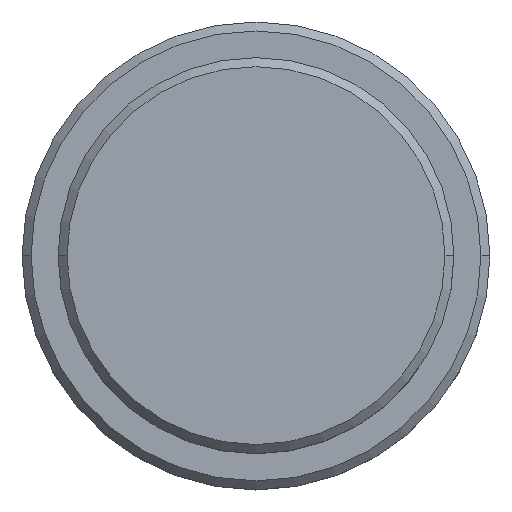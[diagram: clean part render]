
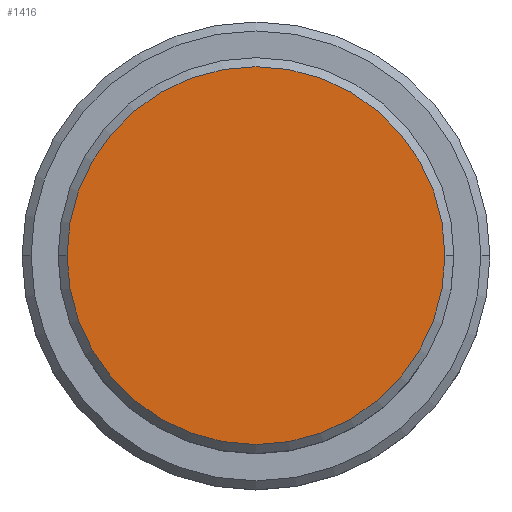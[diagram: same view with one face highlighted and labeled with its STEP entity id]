
A CAD part, top view. The second image highlights one B-rep face of the part: STEP entity #1416.
In plain terms, the highlighted planar face has unit normal (0, 0, 1).
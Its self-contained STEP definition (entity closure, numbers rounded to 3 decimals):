
#80 = CARTESIAN_POINT ( 'NONE',  ( 0., 0., 0. ) ) ;
#108 = DIRECTION ( 'NONE',  ( 1., 0., 0. ) ) ;
#135 = DIRECTION ( 'NONE',  ( 1., 0., 0. ) ) ;
#162 = EDGE_LOOP ( 'NONE', ( #1354, #300 ) ) ;
#266 = AXIS2_PLACEMENT_3D ( 'NONE', #692, #459, #135 ) ;
#300 = ORIENTED_EDGE ( 'NONE', *, *, #524, .T. ) ;
#341 = CARTESIAN_POINT ( 'NONE',  ( 10.5, 0., 0. ) ) ;
#403 = CIRCLE ( 'NONE', #761, 10.5 ) ;
#459 = DIRECTION ( 'NONE',  ( 0., 0., 1. ) ) ;
#524 = EDGE_CURVE ( 'NONE', #974, #1406, #1190, .T. ) ;
#529 = DIRECTION ( 'NONE',  ( 0., 0., 1. ) ) ;
#551 = PLANE ( 'NONE',  #1164 ) ;
#562 = DIRECTION ( 'NONE',  ( 0., 0., 1. ) ) ;
#692 = CARTESIAN_POINT ( 'NONE',  ( 0., 0., 0. ) ) ;
#761 = AXIS2_PLACEMENT_3D ( 'NONE', #80, #529, #1073 ) ;
#868 = CARTESIAN_POINT ( 'NONE',  ( 0., 0., 0. ) ) ;
#974 = VERTEX_POINT ( 'NONE', #341 ) ;
#1040 = EDGE_CURVE ( 'NONE', #1406, #974, #403, .T. ) ;
#1073 = DIRECTION ( 'NONE',  ( 1., 0., 0. ) ) ;
#1164 = AXIS2_PLACEMENT_3D ( 'NONE', #868, #562, #108 ) ;
#1183 = FACE_OUTER_BOUND ( 'NONE', #162, .T. ) ;
#1190 = CIRCLE ( 'NONE', #266, 10.5 ) ;
#1354 = ORIENTED_EDGE ( 'NONE', *, *, #1040, .T. ) ;
#1404 = CARTESIAN_POINT ( 'NONE',  ( -10.5, 0., 0. ) ) ;
#1406 = VERTEX_POINT ( 'NONE', #1404 ) ;
#1416 = ADVANCED_FACE ( 'NONE', ( #1183 ), #551, .T. ) ;
